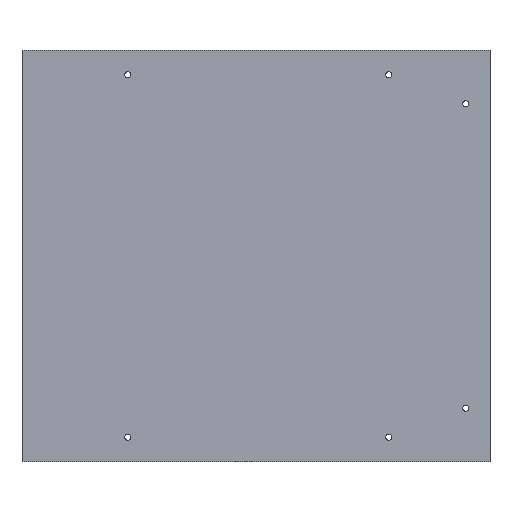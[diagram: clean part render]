
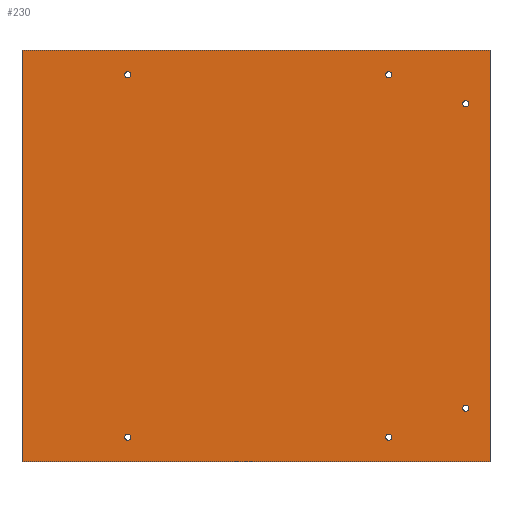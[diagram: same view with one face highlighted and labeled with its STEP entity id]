
A CAD part, top view. The second image highlights one B-rep face of the part: STEP entity #230.
In plain terms, the highlighted planar face has unit normal (0, 0, 1).
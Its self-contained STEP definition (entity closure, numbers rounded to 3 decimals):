
#57=CARTESIAN_POINT('Line Origine',(12.7,0.,79.375)) ;
#61=CARTESIAN_POINT('Vertex',(12.7,-101.6,79.375)) ;
#63=CARTESIAN_POINT('Vertex',(12.7,101.6,79.375)) ;
#92=CARTESIAN_POINT('Axis2P3D Location',(0.,0.,79.375)) ;
#97=CARTESIAN_POINT('Line Origine',(128.35,-101.6,79.375)) ;
#101=CARTESIAN_POINT('Vertex',(244.,-101.6,79.375)) ;
#104=CARTESIAN_POINT('Line Origine',(244.,0.,79.375)) ;
#108=CARTESIAN_POINT('Vertex',(244.,101.6,79.375)) ;
#111=CARTESIAN_POINT('Line Origine',(128.35,101.6,79.375)) ;
#122=CARTESIAN_POINT('Axis2P3D Location',(65.,89.6,79.375)) ;
#126=CARTESIAN_POINT('Vertex',(66.5,89.6,79.375)) ;
#128=CARTESIAN_POINT('Vertex',(63.5,89.6,79.375)) ;
#131=CARTESIAN_POINT('Axis2P3D Location',(65.,89.6,79.375)) ;
#140=CARTESIAN_POINT('Axis2P3D Location',(194.,89.6,79.375)) ;
#144=CARTESIAN_POINT('Vertex',(195.5,89.6,79.375)) ;
#146=CARTESIAN_POINT('Vertex',(192.5,89.6,79.375)) ;
#149=CARTESIAN_POINT('Axis2P3D Location',(194.,89.6,79.375)) ;
#158=CARTESIAN_POINT('Axis2P3D Location',(194.,-89.6,79.375)) ;
#162=CARTESIAN_POINT('Vertex',(195.5,-89.6,79.375)) ;
#164=CARTESIAN_POINT('Vertex',(192.5,-89.6,79.375)) ;
#167=CARTESIAN_POINT('Axis2P3D Location',(194.,-89.6,79.375)) ;
#176=CARTESIAN_POINT('Axis2P3D Location',(65.,-89.6,79.375)) ;
#180=CARTESIAN_POINT('Vertex',(66.5,-89.6,79.375)) ;
#182=CARTESIAN_POINT('Vertex',(63.5,-89.6,79.375)) ;
#185=CARTESIAN_POINT('Axis2P3D Location',(65.,-89.6,79.375)) ;
#194=CARTESIAN_POINT('Axis2P3D Location',(232.,75.25,79.375)) ;
#198=CARTESIAN_POINT('Vertex',(233.5,75.25,79.375)) ;
#200=CARTESIAN_POINT('Vertex',(230.5,75.25,79.375)) ;
#203=CARTESIAN_POINT('Axis2P3D Location',(232.,75.25,79.375)) ;
#212=CARTESIAN_POINT('Axis2P3D Location',(232.,-75.25,79.375)) ;
#216=CARTESIAN_POINT('Vertex',(233.5,-75.25,79.375)) ;
#218=CARTESIAN_POINT('Vertex',(230.5,-75.25,79.375)) ;
#221=CARTESIAN_POINT('Axis2P3D Location',(232.,-75.25,79.375)) ;
#58=DIRECTION('Vector Direction',(0.,1.,0.)) ;
#93=DIRECTION('Axis2P3D Direction',(0.,0.,-1.)) ;
#94=DIRECTION('Axis2P3D XDirection',(1.,0.,0.)) ;
#98=DIRECTION('Vector Direction',(1.,0.,0.)) ;
#105=DIRECTION('Vector Direction',(0.,-1.,0.)) ;
#112=DIRECTION('Vector Direction',(-1.,0.,0.)) ;
#123=DIRECTION('Axis2P3D Direction',(0.,0.,-1.)) ;
#132=DIRECTION('Axis2P3D Direction',(0.,0.,-1.)) ;
#141=DIRECTION('Axis2P3D Direction',(0.,0.,-1.)) ;
#150=DIRECTION('Axis2P3D Direction',(0.,0.,-1.)) ;
#159=DIRECTION('Axis2P3D Direction',(0.,0.,-1.)) ;
#168=DIRECTION('Axis2P3D Direction',(0.,0.,-1.)) ;
#177=DIRECTION('Axis2P3D Direction',(0.,0.,-1.)) ;
#186=DIRECTION('Axis2P3D Direction',(0.,0.,-1.)) ;
#195=DIRECTION('Axis2P3D Direction',(0.,0.,-1.)) ;
#204=DIRECTION('Axis2P3D Direction',(0.,0.,-1.)) ;
#213=DIRECTION('Axis2P3D Direction',(0.,0.,-1.)) ;
#222=DIRECTION('Axis2P3D Direction',(0.,0.,-1.)) ;
#95=AXIS2_PLACEMENT_3D('Plane Axis2P3D',#92,#93,#94) ;
#124=AXIS2_PLACEMENT_3D('Circle Axis2P3D',#122,#123,$) ;
#133=AXIS2_PLACEMENT_3D('Circle Axis2P3D',#131,#132,$) ;
#142=AXIS2_PLACEMENT_3D('Circle Axis2P3D',#140,#141,$) ;
#151=AXIS2_PLACEMENT_3D('Circle Axis2P3D',#149,#150,$) ;
#160=AXIS2_PLACEMENT_3D('Circle Axis2P3D',#158,#159,$) ;
#169=AXIS2_PLACEMENT_3D('Circle Axis2P3D',#167,#168,$) ;
#178=AXIS2_PLACEMENT_3D('Circle Axis2P3D',#176,#177,$) ;
#187=AXIS2_PLACEMENT_3D('Circle Axis2P3D',#185,#186,$) ;
#196=AXIS2_PLACEMENT_3D('Circle Axis2P3D',#194,#195,$) ;
#205=AXIS2_PLACEMENT_3D('Circle Axis2P3D',#203,#204,$) ;
#214=AXIS2_PLACEMENT_3D('Circle Axis2P3D',#212,#213,$) ;
#223=AXIS2_PLACEMENT_3D('Circle Axis2P3D',#221,#222,$) ;
#117=ORIENTED_EDGE('',*,*,#103,.F.) ;
#118=ORIENTED_EDGE('',*,*,#110,.F.) ;
#119=ORIENTED_EDGE('',*,*,#115,.F.) ;
#120=ORIENTED_EDGE('',*,*,#65,.F.) ;
#137=ORIENTED_EDGE('',*,*,#130,.T.) ;
#138=ORIENTED_EDGE('',*,*,#135,.T.) ;
#155=ORIENTED_EDGE('',*,*,#148,.T.) ;
#156=ORIENTED_EDGE('',*,*,#153,.T.) ;
#173=ORIENTED_EDGE('',*,*,#166,.T.) ;
#174=ORIENTED_EDGE('',*,*,#171,.T.) ;
#191=ORIENTED_EDGE('',*,*,#184,.T.) ;
#192=ORIENTED_EDGE('',*,*,#189,.T.) ;
#209=ORIENTED_EDGE('',*,*,#202,.T.) ;
#210=ORIENTED_EDGE('',*,*,#207,.T.) ;
#227=ORIENTED_EDGE('',*,*,#220,.T.) ;
#228=ORIENTED_EDGE('',*,*,#225,.T.) ;
#139=FACE_BOUND('',#136,.T.) ;
#157=FACE_BOUND('',#154,.T.) ;
#175=FACE_BOUND('',#172,.T.) ;
#193=FACE_BOUND('',#190,.T.) ;
#211=FACE_BOUND('',#208,.T.) ;
#229=FACE_BOUND('',#226,.T.) ;
#59=VECTOR('Line Direction',#58,1.) ;
#99=VECTOR('Line Direction',#98,1.) ;
#106=VECTOR('Line Direction',#105,1.) ;
#113=VECTOR('Line Direction',#112,1.) ;
#230=ADVANCED_FACE('PartBody',(#121,#139,#157,#175,#193,#211,#229),#96,.F.) ;
#125=CIRCLE('generated circle',#124,1.5) ;
#134=CIRCLE('generated circle',#133,1.5) ;
#143=CIRCLE('generated circle',#142,1.5) ;
#152=CIRCLE('generated circle',#151,1.5) ;
#161=CIRCLE('generated circle',#160,1.5) ;
#170=CIRCLE('generated circle',#169,1.5) ;
#179=CIRCLE('generated circle',#178,1.5) ;
#188=CIRCLE('generated circle',#187,1.5) ;
#197=CIRCLE('generated circle',#196,1.5) ;
#206=CIRCLE('generated circle',#205,1.5) ;
#215=CIRCLE('generated circle',#214,1.5) ;
#224=CIRCLE('generated circle',#223,1.5) ;
#65=EDGE_CURVE('',#62,#64,#60,.T.) ;
#103=EDGE_CURVE('',#102,#62,#100,.F.) ;
#110=EDGE_CURVE('',#109,#102,#107,.T.) ;
#115=EDGE_CURVE('',#64,#109,#114,.F.) ;
#130=EDGE_CURVE('',#127,#129,#125,.T.) ;
#135=EDGE_CURVE('',#129,#127,#134,.T.) ;
#148=EDGE_CURVE('',#145,#147,#143,.T.) ;
#153=EDGE_CURVE('',#147,#145,#152,.T.) ;
#166=EDGE_CURVE('',#163,#165,#161,.T.) ;
#171=EDGE_CURVE('',#165,#163,#170,.T.) ;
#184=EDGE_CURVE('',#181,#183,#179,.T.) ;
#189=EDGE_CURVE('',#183,#181,#188,.T.) ;
#202=EDGE_CURVE('',#199,#201,#197,.T.) ;
#207=EDGE_CURVE('',#201,#199,#206,.T.) ;
#220=EDGE_CURVE('',#217,#219,#215,.T.) ;
#225=EDGE_CURVE('',#219,#217,#224,.T.) ;
#116=EDGE_LOOP('',(#117,#118,#119,#120)) ;
#136=EDGE_LOOP('',(#137,#138)) ;
#154=EDGE_LOOP('',(#155,#156)) ;
#172=EDGE_LOOP('',(#173,#174)) ;
#190=EDGE_LOOP('',(#191,#192)) ;
#208=EDGE_LOOP('',(#209,#210)) ;
#226=EDGE_LOOP('',(#227,#228)) ;
#121=FACE_OUTER_BOUND('',#116,.T.) ;
#60=LINE('Line',#57,#59) ;
#100=LINE('Line',#97,#99) ;
#107=LINE('Line',#104,#106) ;
#114=LINE('Line',#111,#113) ;
#96=PLANE('Plane',#95) ;
#62=VERTEX_POINT('',#61) ;
#64=VERTEX_POINT('',#63) ;
#102=VERTEX_POINT('',#101) ;
#109=VERTEX_POINT('',#108) ;
#127=VERTEX_POINT('',#126) ;
#129=VERTEX_POINT('',#128) ;
#145=VERTEX_POINT('',#144) ;
#147=VERTEX_POINT('',#146) ;
#163=VERTEX_POINT('',#162) ;
#165=VERTEX_POINT('',#164) ;
#181=VERTEX_POINT('',#180) ;
#183=VERTEX_POINT('',#182) ;
#199=VERTEX_POINT('',#198) ;
#201=VERTEX_POINT('',#200) ;
#217=VERTEX_POINT('',#216) ;
#219=VERTEX_POINT('',#218) ;
